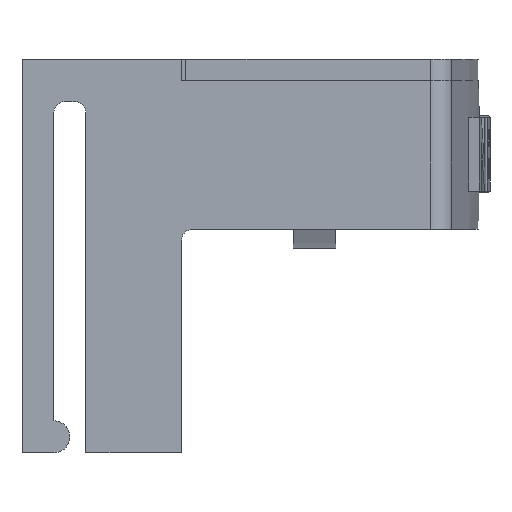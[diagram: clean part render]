
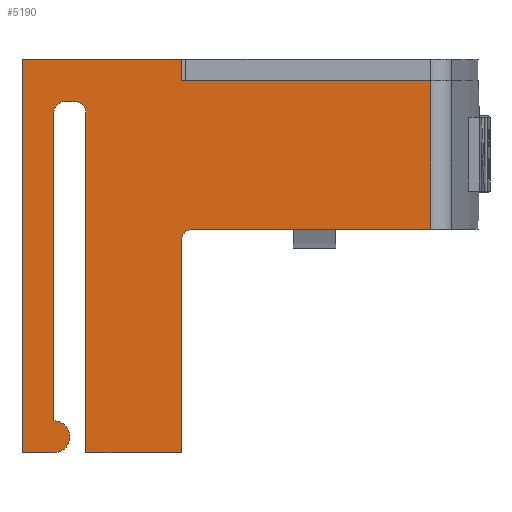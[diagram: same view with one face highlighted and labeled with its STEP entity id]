
A CAD part, left-side view. The second image highlights one B-rep face of the part: STEP entity #5190.
In plain terms, the highlighted planar face has unit normal (-1, 0, 0).
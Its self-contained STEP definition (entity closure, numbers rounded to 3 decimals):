
#469=PLANE('',#5461);
#734=FACE_OUTER_BOUND('',#1032,.T.);
#1032=EDGE_LOOP('',(#4666,#4667,#4668,#4669,#4670,#4671,#4672,#4673,#4674,
#4675,#4676,#4677,#4678,#4679,#4680,#4681));
#1104=LINE('',#6602,#1575);
#1171=LINE('',#7126,#1642);
#1174=LINE('',#7135,#1645);
#1476=LINE('',#9782,#1947);
#1483=LINE('',#9801,#1954);
#1484=LINE('',#9803,#1955);
#1485=LINE('',#9806,#1956);
#1486=LINE('',#9808,#1957);
#1487=LINE('',#9810,#1958);
#1488=LINE('',#9811,#1959);
#1489=LINE('',#9813,#1960);
#1490=LINE('',#9814,#1961);
#1575=VECTOR('',#5574,10.);
#1642=VECTOR('',#5671,10.);
#1645=VECTOR('',#5680,10.);
#1947=VECTOR('',#6294,10.);
#1954=VECTOR('',#6313,10.);
#1955=VECTOR('',#6316,10.);
#1956=VECTOR('',#6319,10.);
#1957=VECTOR('',#6320,10.);
#1958=VECTOR('',#6321,10.);
#1959=VECTOR('',#6322,10.);
#1960=VECTOR('',#6323,10.);
#1961=VECTOR('',#6324,10.);
#2040=CIRCLE('',#5274,1.);
#2052=CIRCLE('',#5293,1.);
#2053=CIRCLE('',#5296,1.);
#2096=CIRCLE('',#5448,1.5);
#2132=VERTEX_POINT('',#6578);
#2133=VERTEX_POINT('',#6580);
#2142=VERTEX_POINT('',#6600);
#2272=VERTEX_POINT('',#7118);
#2273=VERTEX_POINT('',#7120);
#2274=VERTEX_POINT('',#7124);
#2275=VERTEX_POINT('',#7128);
#2276=VERTEX_POINT('',#7129);
#2277=VERTEX_POINT('',#7134);
#2559=VERTEX_POINT('',#9763);
#2563=VERTEX_POINT('',#9779);
#2564=VERTEX_POINT('',#9781);
#2571=VERTEX_POINT('',#9805);
#2572=VERTEX_POINT('',#9807);
#2573=VERTEX_POINT('',#9809);
#2574=VERTEX_POINT('',#9812);
#2641=EDGE_CURVE('',#2132,#2133,#2040,.T.);
#2652=EDGE_CURVE('',#2142,#2132,#1104,.T.);
#2787=EDGE_CURVE('',#2272,#2273,#2052,.T.);
#2790=EDGE_CURVE('',#2272,#2274,#1171,.T.);
#2791=EDGE_CURVE('',#2275,#2276,#2053,.T.);
#2794=EDGE_CURVE('',#2277,#2276,#1174,.T.);
#3271=EDGE_CURVE('',#2277,#2559,#2096,.T.);
#3281=EDGE_CURVE('',#2563,#2564,#1476,.T.);
#3291=EDGE_CURVE('',#2564,#2142,#1483,.T.);
#3292=EDGE_CURVE('',#2275,#2273,#1484,.T.);
#3293=EDGE_CURVE('',#2571,#2563,#1485,.T.);
#3294=EDGE_CURVE('',#2572,#2571,#1486,.T.);
#3295=EDGE_CURVE('',#2573,#2572,#1487,.T.);
#3296=EDGE_CURVE('',#2559,#2573,#1488,.T.);
#3297=EDGE_CURVE('',#2574,#2274,#1489,.T.);
#3298=EDGE_CURVE('',#2133,#2574,#1490,.T.);
#4666=ORIENTED_EDGE('',*,*,#3291,.F.);
#4667=ORIENTED_EDGE('',*,*,#3281,.F.);
#4668=ORIENTED_EDGE('',*,*,#3293,.F.);
#4669=ORIENTED_EDGE('',*,*,#3294,.F.);
#4670=ORIENTED_EDGE('',*,*,#3295,.F.);
#4671=ORIENTED_EDGE('',*,*,#3296,.F.);
#4672=ORIENTED_EDGE('',*,*,#3271,.F.);
#4673=ORIENTED_EDGE('',*,*,#2794,.T.);
#4674=ORIENTED_EDGE('',*,*,#2791,.F.);
#4675=ORIENTED_EDGE('',*,*,#3292,.T.);
#4676=ORIENTED_EDGE('',*,*,#2787,.F.);
#4677=ORIENTED_EDGE('',*,*,#2790,.T.);
#4678=ORIENTED_EDGE('',*,*,#3297,.F.);
#4679=ORIENTED_EDGE('',*,*,#3298,.F.);
#4680=ORIENTED_EDGE('',*,*,#2641,.F.);
#4681=ORIENTED_EDGE('',*,*,#2652,.F.);
#5190=ADVANCED_FACE('',(#734),#469,.T.);
#5274=AXIS2_PLACEMENT_3D('',#6581,#5556,#5557);
#5293=AXIS2_PLACEMENT_3D('',#7121,#5665,#5666);
#5296=AXIS2_PLACEMENT_3D('',#7130,#5674,#5675);
#5448=AXIS2_PLACEMENT_3D('',#9764,#6275,#6276);
#5461=AXIS2_PLACEMENT_3D('',#9804,#6317,#6318);
#5556=DIRECTION('center_axis',(-1.,0.,0.));
#5557=DIRECTION('ref_axis',(0.,0.707,0.707));
#5574=DIRECTION('',(0.,1.,0.));
#5665=DIRECTION('center_axis',(-1.,0.,0.));
#5666=DIRECTION('ref_axis',(0.,-0.707,0.707));
#5671=DIRECTION('',(0.,0.,-1.));
#5674=DIRECTION('center_axis',(-1.,0.,0.));
#5675=DIRECTION('ref_axis',(0.,0.707,0.707));
#5680=DIRECTION('',(0.,0.,1.));
#6275=DIRECTION('center_axis',(1.,0.,0.));
#6276=DIRECTION('ref_axis',(0.,0.,1.));
#6294=DIRECTION('',(0.,-1.,0.));
#6313=DIRECTION('',(0.,0.,-1.));
#6316=DIRECTION('',(0.,-1.,0.));
#6317=DIRECTION('center_axis',(-1.,0.,0.));
#6318=DIRECTION('ref_axis',(0.,-1.,0.));
#6319=DIRECTION('',(0.,0.,-1.));
#6320=DIRECTION('',(0.,-1.,0.));
#6321=DIRECTION('',(0.,0.,1.));
#6322=DIRECTION('',(0.,1.,0.));
#6323=DIRECTION('',(0.,1.,0.));
#6324=DIRECTION('',(0.,0.,-1.));
#6578=CARTESIAN_POINT('',(-25.,11.5,0.));
#6580=CARTESIAN_POINT('',(-25.,12.5,-1.));
#6581=CARTESIAN_POINT('Origin',(-25.,11.5,-1.));
#6600=CARTESIAN_POINT('',(-25.,-10.916,0.));
#6602=CARTESIAN_POINT('',(-25.,-12.5,0.));
#7118=CARTESIAN_POINT('',(-25.,21.5,11.));
#7120=CARTESIAN_POINT('',(-25.,22.5,12.));
#7121=CARTESIAN_POINT('Origin',(-25.,22.5,11.));
#7124=CARTESIAN_POINT('',(-25.,21.5,-21.));
#7126=CARTESIAN_POINT('',(-25.,21.5,6.));
#7128=CARTESIAN_POINT('',(-25.,23.5,12.));
#7129=CARTESIAN_POINT('',(-25.,24.5,11.));
#7130=CARTESIAN_POINT('Origin',(-25.,23.5,11.));
#7134=CARTESIAN_POINT('',(-25.,24.5,-18.));
#7135=CARTESIAN_POINT('',(-25.,24.5,6.));
#9763=CARTESIAN_POINT('',(-25.,24.5,-21.));
#9764=CARTESIAN_POINT('Origin',(-25.,24.5,-19.5));
#9779=CARTESIAN_POINT('',(-25.,12.5,14.));
#9781=CARTESIAN_POINT('',(-25.,-10.916,14.));
#9782=CARTESIAN_POINT('',(-25.,-12.5,14.));
#9801=CARTESIAN_POINT('',(-25.,-10.916,0.));
#9803=CARTESIAN_POINT('',(-25.,17.75,12.));
#9804=CARTESIAN_POINT('Origin',(-25.,12.5,0.));
#9805=CARTESIAN_POINT('',(-25.,12.5,16.));
#9806=CARTESIAN_POINT('',(-25.,12.5,0.));
#9807=CARTESIAN_POINT('',(-25.,27.5,16.));
#9808=CARTESIAN_POINT('',(-25.,12.5,16.));
#9809=CARTESIAN_POINT('',(-25.,27.5,-21.));
#9810=CARTESIAN_POINT('',(-25.,27.5,0.));
#9811=CARTESIAN_POINT('',(-25.,12.5,-21.));
#9812=CARTESIAN_POINT('',(-25.,12.5,-21.));
#9813=CARTESIAN_POINT('',(-25.,12.5,-21.));
#9814=CARTESIAN_POINT('',(-25.,12.5,0.));
